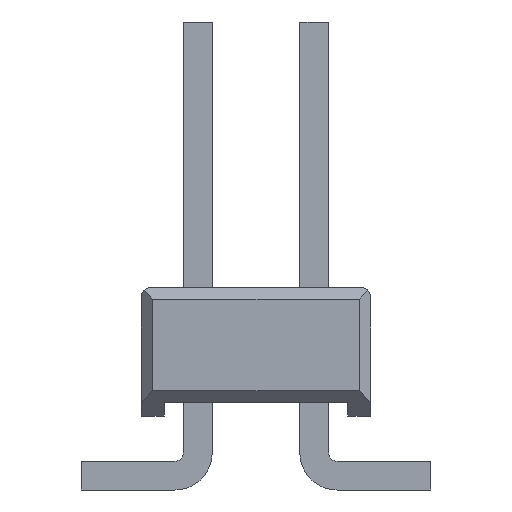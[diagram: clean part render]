
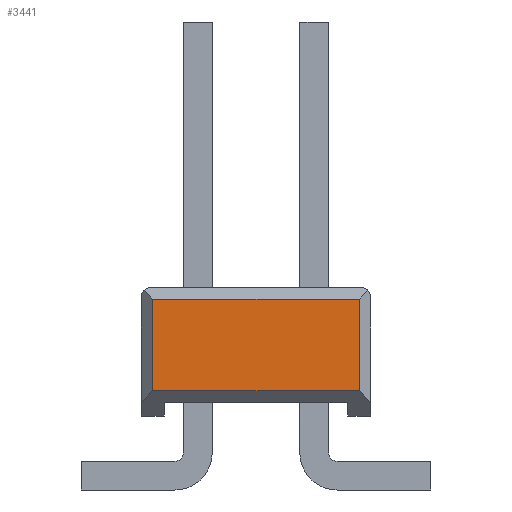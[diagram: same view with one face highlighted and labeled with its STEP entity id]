
A CAD part, left-side view. The second image highlights one B-rep face of the part: STEP entity #3441.
In plain terms, the highlighted planar face has unit normal (-1, 0, 0).
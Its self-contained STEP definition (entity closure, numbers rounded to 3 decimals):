
#72=DIRECTION('',(0.,0.,1.));
#73=VECTOR('',#72,2.);
#74=CARTESIAN_POINT('',(-6.35,2.25,-2.25));
#75=LINE('',#74,#73);
#76=DIRECTION('',(0.,1.,0.));
#77=VECTOR('',#76,4.5);
#78=CARTESIAN_POINT('',(-6.35,-2.25,-0.25));
#79=LINE('',#78,#77);
#80=DIRECTION('',(0.,0.,1.));
#81=VECTOR('',#80,2.);
#82=CARTESIAN_POINT('',(-6.35,-2.25,-2.25));
#83=LINE('',#82,#81);
#84=DIRECTION('',(0.,1.,0.));
#85=VECTOR('',#84,4.5);
#86=CARTESIAN_POINT('',(-6.35,-2.25,-2.25));
#87=LINE('',#86,#85);
#2712=CARTESIAN_POINT('',(-6.35,2.25,-2.25));
#2713=CARTESIAN_POINT('',(-6.35,2.25,-0.25));
#2714=VERTEX_POINT('',#2712);
#2715=VERTEX_POINT('',#2713);
#2716=CARTESIAN_POINT('',(-6.35,-2.25,-2.25));
#2717=CARTESIAN_POINT('',(-6.35,-2.25,-0.25));
#2718=VERTEX_POINT('',#2716);
#2719=VERTEX_POINT('',#2717);
#3426=CARTESIAN_POINT('',(-6.35,0.,0.));
#3427=DIRECTION('',(1.,0.,0.));
#3428=DIRECTION('',(0.,1.,0.));
#3429=AXIS2_PLACEMENT_3D('',#3426,#3427,#3428);
#3430=PLANE('',#3429);
#3432=ORIENTED_EDGE('',*,*,#3431,.T.);
#3434=ORIENTED_EDGE('',*,*,#3433,.F.);
#3436=ORIENTED_EDGE('',*,*,#3435,.F.);
#3438=ORIENTED_EDGE('',*,*,#3437,.T.);
#3439=EDGE_LOOP('',(#3432,#3434,#3436,#3438));
#3440=FACE_OUTER_BOUND('',#3439,.F.);
#3441=ADVANCED_FACE('',(#3440),#3430,.F.);
#3431=EDGE_CURVE('',#2714,#2715,#75,.T.);
#3433=EDGE_CURVE('',#2719,#2715,#79,.T.);
#3435=EDGE_CURVE('',#2718,#2719,#83,.T.);
#3437=EDGE_CURVE('',#2718,#2714,#87,.T.);
